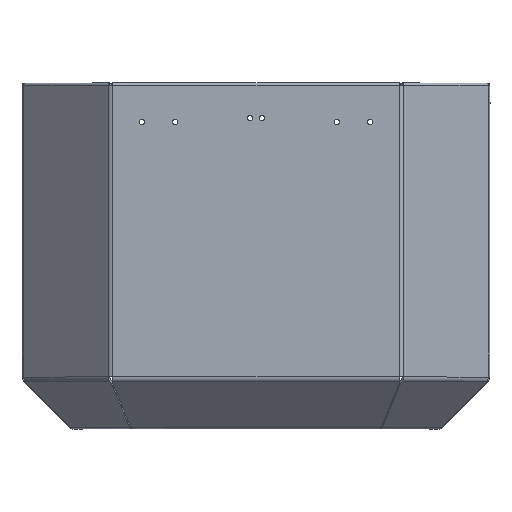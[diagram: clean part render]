
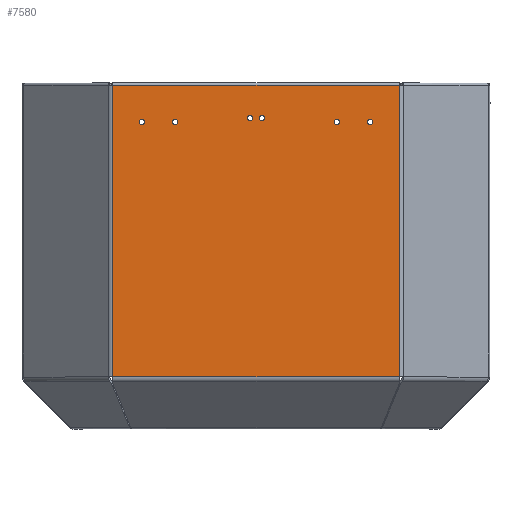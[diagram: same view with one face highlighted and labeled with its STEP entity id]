
A CAD part, top view. The second image highlights one B-rep face of the part: STEP entity #7580.
In plain terms, the highlighted planar face has unit normal (0, 0, 1).
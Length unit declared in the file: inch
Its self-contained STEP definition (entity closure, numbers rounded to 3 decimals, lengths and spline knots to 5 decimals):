
#10 = AXIS2_PLACEMENT_3D ( 'NONE', #6787, #48, #1509 ) ;
#48 = DIRECTION ( 'NONE',  ( 0., 0., 1. ) ) ;
#58 = FACE_BOUND ( 'NONE', #6346, .T. ) ;
#130 = CARTESIAN_POINT ( 'NONE',  ( -7.5, -11., 7.426 ) ) ;
#140 = CARTESIAN_POINT ( 'NONE',  ( -4.59331, -9.42171, 7.426 ) ) ;
#155 = CARTESIAN_POINT ( 'NONE',  ( 4.59331, -9.42171, 7.426 ) ) ;
#197 = ORIENTED_EDGE ( 'NONE', *, *, #4866, .F. ) ;
#379 = AXIS2_PLACEMENT_3D ( 'NONE', #130, #867, #5227 ) ;
#395 = EDGE_CURVE ( 'NONE', #2390, #3979, #6311, .T. ) ;
#525 = EDGE_CURVE ( 'NONE', #9411, #3694, #8045, .T. ) ;
#534 = EDGE_CURVE ( 'NONE', #6718, #9191, #1878, .T. ) ;
#569 = CARTESIAN_POINT ( 'NONE',  ( -3.6565, -1.25, 7.426 ) ) ;
#602 = CIRCLE ( 'NONE', #5250, 0.08594 ) ;
#721 = DIRECTION ( 'NONE',  ( 0., -1., 0. ) ) ;
#815 = EDGE_LOOP ( 'NONE', ( #6157, #5537 ) ) ;
#830 = EDGE_CURVE ( 'NONE', #5367, #8605, #8847, .T. ) ;
#867 = DIRECTION ( 'NONE',  ( 0., 0., 1. ) ) ;
#879 = CARTESIAN_POINT ( 'NONE',  ( -2.5935, -1.25, 7.426 ) ) ;
#1025 = DIRECTION ( 'NONE',  ( 0., 0., 1. ) ) ;
#1051 = DIRECTION ( 'NONE',  ( 1., 0., 0. ) ) ;
#1054 = DIRECTION ( 'NONE',  ( 1., 0., 0. ) ) ;
#1200 = FACE_BOUND ( 'NONE', #815, .T. ) ;
#1286 = ORIENTED_EDGE ( 'NONE', *, *, #7410, .F. ) ;
#1373 = DIRECTION ( 'NONE',  ( 0., 0., 1. ) ) ;
#1388 = EDGE_CURVE ( 'NONE', #9330, #6424, #6972, .T. ) ;
#1394 = EDGE_CURVE ( 'NONE', #6718, #8605, #3044, .T. ) ;
#1442 = CARTESIAN_POINT ( 'NONE',  ( 3.6565, -1.25, 7.426 ) ) ;
#1509 = DIRECTION ( 'NONE',  ( -1., 0., 0. ) ) ;
#1515 = ORIENTED_EDGE ( 'NONE', *, *, #830, .F. ) ;
#1641 = AXIS2_PLACEMENT_3D ( 'NONE', #569, #4280, #7207 ) ;
#1684 = AXIS2_PLACEMENT_3D ( 'NONE', #5924, #7400, #2978 ) ;
#1747 = VERTEX_POINT ( 'NONE', #3574 ) ;
#1878 = LINE ( 'NONE', #5182, #9537 ) ;
#1947 = EDGE_CURVE ( 'NONE', #6338, #8100, #5097, .T. ) ;
#1966 = DIRECTION ( 'NONE',  ( -1., 0., 0. ) ) ;
#2017 = EDGE_CURVE ( 'NONE', #9191, #5367, #2880, .T. ) ;
#2117 = CIRCLE ( 'NONE', #8317, 0.08594 ) ;
#2162 = ORIENTED_EDGE ( 'NONE', *, *, #6743, .F. ) ;
#2313 = EDGE_LOOP ( 'NONE', ( #8988, #197 ) ) ;
#2330 = CIRCLE ( 'NONE', #2342, 0.08594 ) ;
#2342 = AXIS2_PLACEMENT_3D ( 'NONE', #7052, #1025, #1051 ) ;
#2390 = VERTEX_POINT ( 'NONE', #4980 ) ;
#2880 = LINE ( 'NONE', #8557, #7621 ) ;
#2914 = DIRECTION ( 'NONE',  ( 0., 0., 1. ) ) ;
#2978 = DIRECTION ( 'NONE',  ( 1., 0., 0. ) ) ;
#3041 = CARTESIAN_POINT ( 'NONE',  ( -4.59331, -11., 7.426 ) ) ;
#3044 = LINE ( 'NONE', #4673, #4189 ) ;
#3111 = AXIS2_PLACEMENT_3D ( 'NONE', #3382, #9284, #4271 ) ;
#3149 = DIRECTION ( 'NONE',  ( -1., 0., 0. ) ) ;
#3173 = VECTOR ( 'NONE', #8956, 39.37008 ) ;
#3183 = FACE_OUTER_BOUND ( 'NONE', #6651, .T. ) ;
#3189 = DIRECTION ( 'NONE',  ( -1., 0., 0. ) ) ;
#3209 = DIRECTION ( 'NONE',  ( 0., 0., 1. ) ) ;
#3265 = VERTEX_POINT ( 'NONE', #7664 ) ;
#3303 = FACE_BOUND ( 'NONE', #4503, .T. ) ;
#3308 = CARTESIAN_POINT ( 'NONE',  ( 2.5935, -1.25, 7.426 ) ) ;
#3315 = VERTEX_POINT ( 'NONE', #7869 ) ;
#3381 = CARTESIAN_POINT ( 'NONE',  ( 3.57056, -1.25, 7.426 ) ) ;
#3382 = CARTESIAN_POINT ( 'NONE',  ( -0.1875, -1.125, 7.426 ) ) ;
#3383 = CARTESIAN_POINT ( 'NONE',  ( 2.67944, -1.25, 7.426 ) ) ;
#3398 = DIRECTION ( 'NONE',  ( 0., 0., 1. ) ) ;
#3447 = EDGE_CURVE ( 'NONE', #1747, #8648, #4000, .T. ) ;
#3481 = DIRECTION ( 'NONE',  ( 1., 0., 0. ) ) ;
#3574 = CARTESIAN_POINT ( 'NONE',  ( -3.57056, -1.25, 7.426 ) ) ;
#3694 = VERTEX_POINT ( 'NONE', #9002 ) ;
#3979 = VERTEX_POINT ( 'NONE', #3381 ) ;
#4000 = CIRCLE ( 'NONE', #1641, 0.08594 ) ;
#4096 = CARTESIAN_POINT ( 'NONE',  ( 0.10156, -1.125, 7.426 ) ) ;
#4142 = AXIS2_PLACEMENT_3D ( 'NONE', #8625, #9344, #3481 ) ;
#4184 = CARTESIAN_POINT ( 'NONE',  ( -2.5935, -1.25, 7.426 ) ) ;
#4189 = VECTOR ( 'NONE', #3189, 39.37008 ) ;
#4271 = DIRECTION ( 'NONE',  ( 1., 0., 0. ) ) ;
#4280 = DIRECTION ( 'NONE',  ( 0., 0., 1. ) ) ;
#4307 = CARTESIAN_POINT ( 'NONE',  ( -0.1875, -1.125, 7.426 ) ) ;
#4402 = CIRCLE ( 'NONE', #10, 0.08594 ) ;
#4422 = DIRECTION ( 'NONE',  ( 1., 0., 0. ) ) ;
#4503 = EDGE_LOOP ( 'NONE', ( #7439, #5273 ) ) ;
#4605 = ORIENTED_EDGE ( 'NONE', *, *, #525, .F. ) ;
#4673 = CARTESIAN_POINT ( 'NONE',  ( 4.59331, -0.06597, 7.426 ) ) ;
#4703 = EDGE_LOOP ( 'NONE', ( #2162, #8554 ) ) ;
#4718 = EDGE_LOOP ( 'NONE', ( #7872, #1286 ) ) ;
#4750 = AXIS2_PLACEMENT_3D ( 'NONE', #879, #7588, #3149 ) ;
#4866 = EDGE_CURVE ( 'NONE', #8100, #6338, #2330, .T. ) ;
#4927 = CIRCLE ( 'NONE', #3111, 0.08594 ) ;
#4980 = CARTESIAN_POINT ( 'NONE',  ( 3.74243, -1.25, 7.426 ) ) ;
#5097 = CIRCLE ( 'NONE', #4142, 0.08594 ) ;
#5134 = CIRCLE ( 'NONE', #7350, 0.08594 ) ;
#5182 = CARTESIAN_POINT ( 'NONE',  ( 4.59331, -11., 7.426 ) ) ;
#5227 = DIRECTION ( 'NONE',  ( 1., 0., 0. ) ) ;
#5250 = AXIS2_PLACEMENT_3D ( 'NONE', #4184, #3398, #9234 ) ;
#5251 = CARTESIAN_POINT ( 'NONE',  ( -2.50757, -1.25, 7.426 ) ) ;
#5273 = ORIENTED_EDGE ( 'NONE', *, *, #5424, .F. ) ;
#5367 = VERTEX_POINT ( 'NONE', #140 ) ;
#5424 = EDGE_CURVE ( 'NONE', #8648, #1747, #4402, .T. ) ;
#5490 = AXIS2_PLACEMENT_3D ( 'NONE', #7969, #7303, #8695 ) ;
#5537 = ORIENTED_EDGE ( 'NONE', *, *, #1388, .F. ) ;
#5658 = ORIENTED_EDGE ( 'NONE', *, *, #534, .F. ) ;
#5924 = CARTESIAN_POINT ( 'NONE',  ( 2.5935, -1.25, 7.426 ) ) ;
#6157 = ORIENTED_EDGE ( 'NONE', *, *, #8781, .F. ) ;
#6246 = CARTESIAN_POINT ( 'NONE',  ( -4.59331, -0.06597, 7.426 ) ) ;
#6311 = CIRCLE ( 'NONE', #5490, 0.08594 ) ;
#6315 = ORIENTED_EDGE ( 'NONE', *, *, #1394, .T. ) ;
#6338 = VERTEX_POINT ( 'NONE', #8212 ) ;
#6346 = EDGE_LOOP ( 'NONE', ( #4605, #7806 ) ) ;
#6398 = CARTESIAN_POINT ( 'NONE',  ( 4.59331, -0.06597, 7.426 ) ) ;
#6424 = VERTEX_POINT ( 'NONE', #5251 ) ;
#6651 = EDGE_LOOP ( 'NONE', ( #6315, #1515, #7803, #5658 ) ) ;
#6718 = VERTEX_POINT ( 'NONE', #6398 ) ;
#6719 = PLANE ( 'NONE',  #379 ) ;
#6743 = EDGE_CURVE ( 'NONE', #3265, #3315, #4927, .T. ) ;
#6787 = CARTESIAN_POINT ( 'NONE',  ( -3.6565, -1.25, 7.426 ) ) ;
#6892 = FACE_BOUND ( 'NONE', #2313, .T. ) ;
#6972 = CIRCLE ( 'NONE', #4750, 0.08594 ) ;
#7052 = CARTESIAN_POINT ( 'NONE',  ( 0.1875, -1.125, 7.426 ) ) ;
#7207 = DIRECTION ( 'NONE',  ( -1., 0., 0. ) ) ;
#7303 = DIRECTION ( 'NONE',  ( 0., 0., 1. ) ) ;
#7350 = AXIS2_PLACEMENT_3D ( 'NONE', #3308, #3209, #1054 ) ;
#7400 = DIRECTION ( 'NONE',  ( 0., 0., 1. ) ) ;
#7410 = EDGE_CURVE ( 'NONE', #3979, #2390, #2117, .T. ) ;
#7439 = ORIENTED_EDGE ( 'NONE', *, *, #3447, .F. ) ;
#7579 = FACE_BOUND ( 'NONE', #4703, .T. ) ;
#7580 = ADVANCED_FACE ( 'NONE', ( #3183, #1200, #3303, #58, #8857, #7579, #6892 ), #6719, .T. ) ;
#7588 = DIRECTION ( 'NONE',  ( 0., 0., 1. ) ) ;
#7610 = CARTESIAN_POINT ( 'NONE',  ( -3.74243, -1.25, 7.426 ) ) ;
#7621 = VECTOR ( 'NONE', #1966, 39.37008 ) ;
#7664 = CARTESIAN_POINT ( 'NONE',  ( -0.10156, -1.125, 7.426 ) ) ;
#7803 = ORIENTED_EDGE ( 'NONE', *, *, #2017, .F. ) ;
#7806 = ORIENTED_EDGE ( 'NONE', *, *, #8592, .F. ) ;
#7820 = EDGE_CURVE ( 'NONE', #3315, #3265, #8376, .T. ) ;
#7863 = CARTESIAN_POINT ( 'NONE',  ( -2.67944, -1.25, 7.426 ) ) ;
#7869 = CARTESIAN_POINT ( 'NONE',  ( -0.27344, -1.125, 7.426 ) ) ;
#7872 = ORIENTED_EDGE ( 'NONE', *, *, #395, .F. ) ;
#7969 = CARTESIAN_POINT ( 'NONE',  ( 3.6565, -1.25, 7.426 ) ) ;
#8024 = DIRECTION ( 'NONE',  ( 1., 0., 0. ) ) ;
#8045 = CIRCLE ( 'NONE', #1684, 0.08594 ) ;
#8100 = VERTEX_POINT ( 'NONE', #4096 ) ;
#8212 = CARTESIAN_POINT ( 'NONE',  ( 0.27344, -1.125, 7.426 ) ) ;
#8317 = AXIS2_PLACEMENT_3D ( 'NONE', #1442, #1373, #4422 ) ;
#8376 = CIRCLE ( 'NONE', #8896, 0.08594 ) ;
#8554 = ORIENTED_EDGE ( 'NONE', *, *, #7820, .F. ) ;
#8557 = CARTESIAN_POINT ( 'NONE',  ( 4.59331, -9.42171, 7.426 ) ) ;
#8592 = EDGE_CURVE ( 'NONE', #3694, #9411, #5134, .T. ) ;
#8605 = VERTEX_POINT ( 'NONE', #6246 ) ;
#8625 = CARTESIAN_POINT ( 'NONE',  ( 0.1875, -1.125, 7.426 ) ) ;
#8648 = VERTEX_POINT ( 'NONE', #7610 ) ;
#8695 = DIRECTION ( 'NONE',  ( 1., 0., 0. ) ) ;
#8781 = EDGE_CURVE ( 'NONE', #6424, #9330, #602, .T. ) ;
#8847 = LINE ( 'NONE', #3041, #3173 ) ;
#8857 = FACE_BOUND ( 'NONE', #4718, .T. ) ;
#8896 = AXIS2_PLACEMENT_3D ( 'NONE', #4307, #2914, #8024 ) ;
#8956 = DIRECTION ( 'NONE',  ( 0., 1., 0. ) ) ;
#8988 = ORIENTED_EDGE ( 'NONE', *, *, #1947, .F. ) ;
#9002 = CARTESIAN_POINT ( 'NONE',  ( 2.50757, -1.25, 7.426 ) ) ;
#9191 = VERTEX_POINT ( 'NONE', #155 ) ;
#9234 = DIRECTION ( 'NONE',  ( -1., 0., 0. ) ) ;
#9284 = DIRECTION ( 'NONE',  ( 0., 0., 1. ) ) ;
#9330 = VERTEX_POINT ( 'NONE', #7863 ) ;
#9344 = DIRECTION ( 'NONE',  ( 0., 0., 1. ) ) ;
#9411 = VERTEX_POINT ( 'NONE', #3383 ) ;
#9537 = VECTOR ( 'NONE', #721, 39.37008 ) ;
